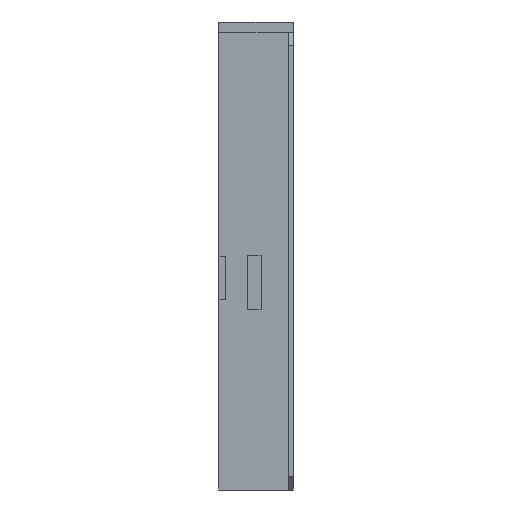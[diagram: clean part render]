
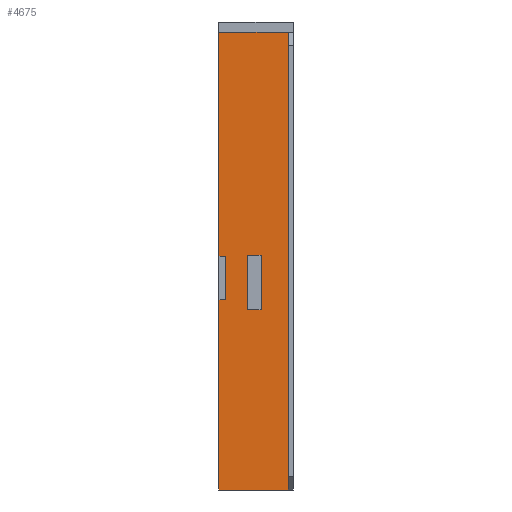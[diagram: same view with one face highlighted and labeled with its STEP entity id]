
A CAD part, left-side view. The second image highlights one B-rep face of the part: STEP entity #4675.
In plain terms, the highlighted planar face has unit normal (-1, 0, 0).
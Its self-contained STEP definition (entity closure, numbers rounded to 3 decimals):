
#498=DIRECTION('',(0.,0.,1.));
#499=VECTOR('',#498,56.9);
#500=CARTESIAN_POINT('',(-69.5,14.2,-68.5));
#501=LINE('',#500,#499);
#546=DIRECTION('',(0.,0.,1.));
#547=VECTOR('',#546,67.1);
#548=CARTESIAN_POINT('',(-69.5,14.2,1.4));
#549=LINE('',#548,#547);
#762=DIRECTION('',(0.,-1.,0.));
#763=VECTOR('',#762,20.7);
#764=CARTESIAN_POINT('',(-69.5,14.2,-68.5));
#765=LINE('',#764,#763);
#918=DIRECTION('',(0.,1.,0.));
#919=VECTOR('',#918,20.7);
#920=CARTESIAN_POINT('',(-69.5,-6.5,68.5));
#921=LINE('',#920,#919);
#1682=DIRECTION('',(0.,-1.,0.));
#1683=VECTOR('',#1682,4.);
#1684=CARTESIAN_POINT('',(-69.5,5.59,-14.55));
#1685=LINE('',#1684,#1683);
#1686=DIRECTION('',(0.,0.,1.));
#1687=VECTOR('',#1686,16.32);
#1688=CARTESIAN_POINT('',(-69.5,1.59,-14.55));
#1689=LINE('',#1688,#1687);
#1690=DIRECTION('',(0.,1.,0.));
#1691=VECTOR('',#1690,4.);
#1692=CARTESIAN_POINT('',(-69.5,1.59,1.77));
#1693=LINE('',#1692,#1691);
#1694=DIRECTION('',(0.,0.,-1.));
#1695=VECTOR('',#1694,16.32);
#1696=CARTESIAN_POINT('',(-69.5,5.59,1.77));
#1697=LINE('',#1696,#1695);
#1698=DIRECTION('',(0.,0.,1.));
#1699=VECTOR('',#1698,137.);
#1700=CARTESIAN_POINT('',(-69.5,-6.5,-68.5));
#1701=LINE('',#1700,#1699);
#1702=DIRECTION('',(0.,-1.,0.));
#1703=VECTOR('',#1702,2.);
#1704=CARTESIAN_POINT('',(-69.5,14.2,-11.6));
#1705=LINE('',#1704,#1703);
#1706=DIRECTION('',(0.,0.,1.));
#1707=VECTOR('',#1706,13.);
#1708=CARTESIAN_POINT('',(-69.5,12.2,-11.6));
#1709=LINE('',#1708,#1707);
#1710=DIRECTION('',(0.,-1.,0.));
#1711=VECTOR('',#1710,2.);
#1712=CARTESIAN_POINT('',(-69.5,14.2,1.4));
#1713=LINE('',#1712,#1711);
#1799=CARTESIAN_POINT('',(-69.5,14.2,-68.5));
#1801=VERTEX_POINT('',#1799);
#1822=CARTESIAN_POINT('',(-69.5,14.2,68.5));
#1823=VERTEX_POINT('',#1822);
#1866=CARTESIAN_POINT('',(-69.5,5.59,-14.55));
#1867=CARTESIAN_POINT('',(-69.5,1.59,-14.55));
#1868=VERTEX_POINT('',#1866);
#1869=VERTEX_POINT('',#1867);
#1870=CARTESIAN_POINT('',(-69.5,1.59,1.77));
#1871=VERTEX_POINT('',#1870);
#1872=CARTESIAN_POINT('',(-69.5,5.59,1.77));
#1873=VERTEX_POINT('',#1872);
#1978=CARTESIAN_POINT('',(-69.5,12.2,-11.6));
#1979=CARTESIAN_POINT('',(-69.5,12.2,1.4));
#1980=VERTEX_POINT('',#1978);
#1981=VERTEX_POINT('',#1979);
#1982=CARTESIAN_POINT('',(-69.5,14.2,-11.6));
#1983=VERTEX_POINT('',#1982);
#1984=CARTESIAN_POINT('',(-69.5,14.2,1.4));
#1985=VERTEX_POINT('',#1984);
#2110=CARTESIAN_POINT('',(-69.5,-6.5,-68.5));
#2111=CARTESIAN_POINT('',(-69.5,-6.5,68.5));
#2112=VERTEX_POINT('',#2110);
#2113=VERTEX_POINT('',#2111);
#4647=CARTESIAN_POINT('',(-69.5,0.,-68.5));
#4648=DIRECTION('',(-1.,0.,0.));
#4649=DIRECTION('',(0.,0.,1.));
#4650=AXIS2_PLACEMENT_3D('',#4647,#4648,#4649);
#4651=PLANE('',#4650);
#4652=ORIENTED_EDGE('',*,*,#3372,.F.);
#4653=ORIENTED_EDGE('',*,*,#3340,.F.);
#4654=ORIENTED_EDGE('',*,*,#2931,.T.);
#4656=ORIENTED_EDGE('',*,*,#4655,.T.);
#4658=ORIENTED_EDGE('',*,*,#4657,.T.);
#4660=ORIENTED_EDGE('',*,*,#4659,.F.);
#4661=ORIENTED_EDGE('',*,*,#2961,.T.);
#4662=ORIENTED_EDGE('',*,*,#3610,.F.);
#4663=EDGE_LOOP('',(#4652,#4653,#4654,#4656,#4658,#4660,#4661,#4662));
#4664=FACE_OUTER_BOUND('',#4663,.F.);
#4666=ORIENTED_EDGE('',*,*,#4665,.T.);
#4668=ORIENTED_EDGE('',*,*,#4667,.T.);
#4670=ORIENTED_EDGE('',*,*,#4669,.T.);
#4672=ORIENTED_EDGE('',*,*,#4671,.T.);
#4673=EDGE_LOOP('',(#4666,#4668,#4670,#4672));
#4674=FACE_BOUND('',#4673,.F.);
#4675=ADVANCED_FACE('',(#4664,#4674),#4651,.T.);
#2931=EDGE_CURVE('',#1801,#1983,#501,.T.);
#2961=EDGE_CURVE('',#1985,#1823,#549,.T.);
#3340=EDGE_CURVE('',#1801,#2112,#765,.T.);
#3372=EDGE_CURVE('',#2112,#2113,#1701,.T.);
#3610=EDGE_CURVE('',#2113,#1823,#921,.T.);
#4655=EDGE_CURVE('',#1983,#1980,#1705,.T.);
#4657=EDGE_CURVE('',#1980,#1981,#1709,.T.);
#4659=EDGE_CURVE('',#1985,#1981,#1713,.T.);
#4665=EDGE_CURVE('',#1868,#1869,#1685,.T.);
#4667=EDGE_CURVE('',#1869,#1871,#1689,.T.);
#4669=EDGE_CURVE('',#1871,#1873,#1693,.T.);
#4671=EDGE_CURVE('',#1873,#1868,#1697,.T.);
